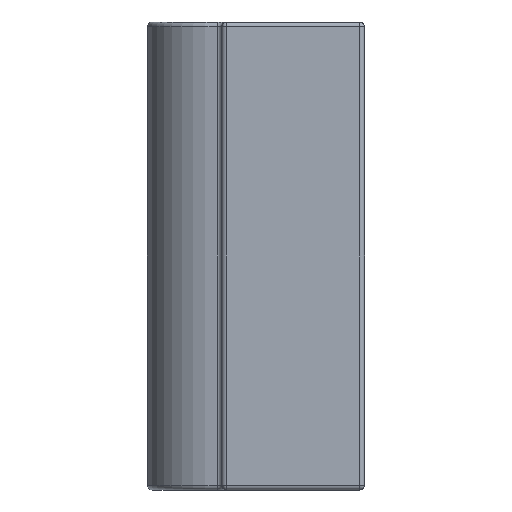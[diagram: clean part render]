
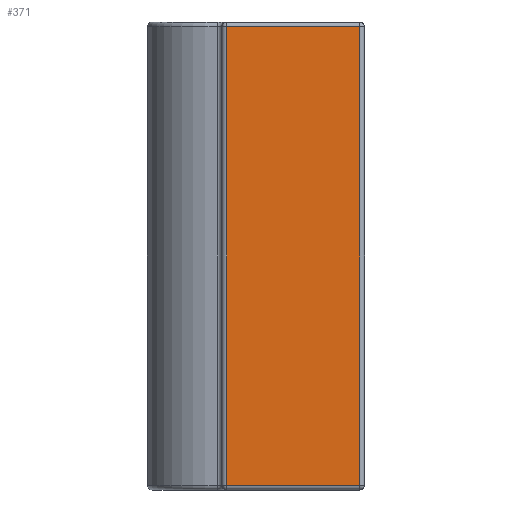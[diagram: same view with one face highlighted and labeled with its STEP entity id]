
A CAD part, left-side view. The second image highlights one B-rep face of the part: STEP entity #371.
In plain terms, the highlighted planar face has unit normal (-1, 0, 0).
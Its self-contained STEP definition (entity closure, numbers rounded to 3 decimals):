
#73 = EDGE_CURVE ( 'NONE', #1364, #732, #647, .T. ) ;
#104 = AXIS2_PLACEMENT_3D ( 'NONE', #1346, #1581, #2050 ) ;
#177 = ORIENTED_EDGE ( 'NONE', *, *, #527, .T. ) ;
#265 = LINE ( 'NONE', #1211, #2576 ) ;
#371 = ADVANCED_FACE ( 'NONE', ( #901 ), #2470, .F. ) ;
#386 = CARTESIAN_POINT ( 'NONE',  ( -47.1, 14.3, -23.75 ) ) ;
#425 = LINE ( 'NONE', #488, #2203 ) ;
#441 = VERTEX_POINT ( 'NONE', #713 ) ;
#465 = LINE ( 'NONE', #1191, #2761 ) ;
#488 = CARTESIAN_POINT ( 'NONE',  ( -47.1, 0.5, -24.25 ) ) ;
#527 = EDGE_CURVE ( 'NONE', #1031, #1364, #265, .T. ) ;
#540 = EDGE_LOOP ( 'NONE', ( #1356, #700, #811, #177 ) ) ;
#647 = LINE ( 'NONE', #1023, #1845 ) ;
#700 = ORIENTED_EDGE ( 'NONE', *, *, #1544, .T. ) ;
#713 = CARTESIAN_POINT ( 'NONE',  ( -47.1, 0.5, -23.75 ) ) ;
#732 = VERTEX_POINT ( 'NONE', #386 ) ;
#811 = ORIENTED_EDGE ( 'NONE', *, *, #952, .T. ) ;
#901 = FACE_OUTER_BOUND ( 'NONE', #540, .T. ) ;
#952 = EDGE_CURVE ( 'NONE', #441, #1031, #425, .T. ) ;
#1023 = CARTESIAN_POINT ( 'NONE',  ( -47.1, 14.3, -24.25 ) ) ;
#1031 = VERTEX_POINT ( 'NONE', #2326 ) ;
#1191 = CARTESIAN_POINT ( 'NONE',  ( -47.1, 22.5, -23.75 ) ) ;
#1211 = CARTESIAN_POINT ( 'NONE',  ( -47.1, 22.5, 23.75 ) ) ;
#1323 = CARTESIAN_POINT ( 'NONE',  ( -47.1, 14.3, 23.75 ) ) ;
#1346 = CARTESIAN_POINT ( 'NONE',  ( -47.1, 22.5, -24.25 ) ) ;
#1356 = ORIENTED_EDGE ( 'NONE', *, *, #73, .T. ) ;
#1364 = VERTEX_POINT ( 'NONE', #1323 ) ;
#1449 = DIRECTION ( 'NONE',  ( 0., 0., 1. ) ) ;
#1544 = EDGE_CURVE ( 'NONE', #732, #441, #465, .T. ) ;
#1581 = DIRECTION ( 'NONE',  ( 1., 0., 0. ) ) ;
#1845 = VECTOR ( 'NONE', #2829, 1000. ) ;
#2050 = DIRECTION ( 'NONE',  ( 0., 0., -1. ) ) ;
#2066 = DIRECTION ( 'NONE',  ( 0., -1., 0. ) ) ;
#2134 = DIRECTION ( 'NONE',  ( 0., 1., 0. ) ) ;
#2203 = VECTOR ( 'NONE', #1449, 1000. ) ;
#2326 = CARTESIAN_POINT ( 'NONE',  ( -47.1, 0.5, 23.75 ) ) ;
#2470 = PLANE ( 'NONE',  #104 ) ;
#2576 = VECTOR ( 'NONE', #2134, 1000. ) ;
#2761 = VECTOR ( 'NONE', #2066, 1000. ) ;
#2829 = DIRECTION ( 'NONE',  ( 0., 0., -1. ) ) ;
